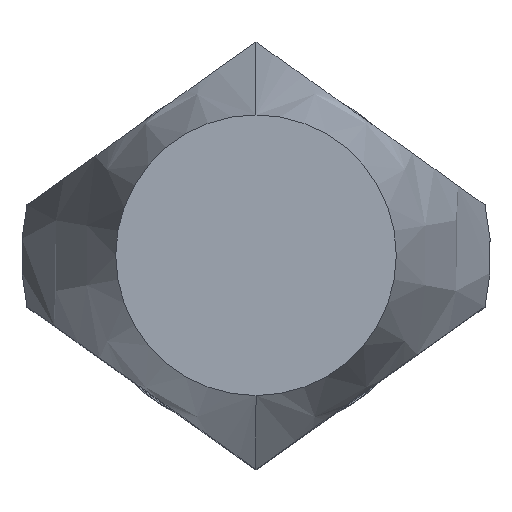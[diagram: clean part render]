
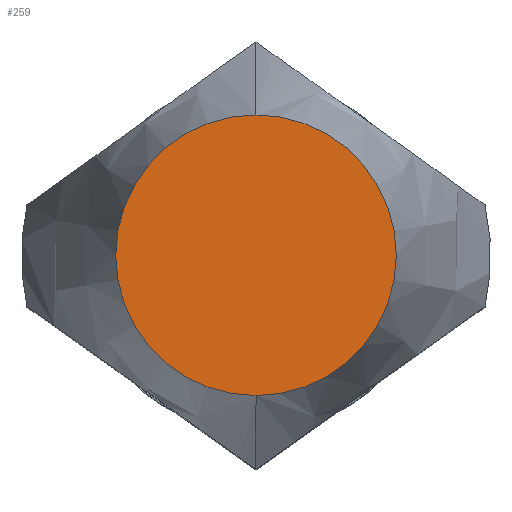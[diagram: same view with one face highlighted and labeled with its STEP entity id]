
A CAD part, top view. The second image highlights one B-rep face of the part: STEP entity #259.
In plain terms, the highlighted planar face has unit normal (0, 0, 1).
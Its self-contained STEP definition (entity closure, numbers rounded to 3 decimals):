
#127=EDGE_CURVE('',#175,#281,#341,.T.);
#175=VERTEX_POINT('',#395);
#259=ADVANCED_FACE('',(#484),#485,.T.);
#281=VERTEX_POINT('',#510);
#287=EDGE_CURVE('',#281,#175,#516,.T.);
#341=CIRCLE('',#569,2.392);
#395=CARTESIAN_POINT('',(0.,-2.392,10.));
#484=FACE_OUTER_BOUND('',#781,.T.);
#485=PLANE('',#782);
#510=CARTESIAN_POINT('',(0.,2.392,10.));
#516=CIRCLE('',#828,2.392);
#569=AXIS2_PLACEMENT_3D('',#893,#894,#895);
#781=EDGE_LOOP('',(#1053,#1054));
#782=AXIS2_PLACEMENT_3D('',#1055,#1056,#1057);
#828=AXIS2_PLACEMENT_3D('',#1086,#1087,#1088);
#893=CARTESIAN_POINT('',(0.,0.,10.));
#894=DIRECTION('',(0.0,0.0,1.0));
#895=DIRECTION('',(0.,-1.0,0.0));
#1053=ORIENTED_EDGE('',*,*,#127,.T.);
#1054=ORIENTED_EDGE('',*,*,#287,.T.);
#1055=CARTESIAN_POINT('',(0.,-1.196,10.));
#1056=DIRECTION('',(0.0,0.0,1.0));
#1057=DIRECTION('',(0.,-1.0,0.0));
#1086=CARTESIAN_POINT('',(0.,0.,10.));
#1087=DIRECTION('',(0.0,0.0,1.0));
#1088=DIRECTION('',(0.,-1.0,0.0));
